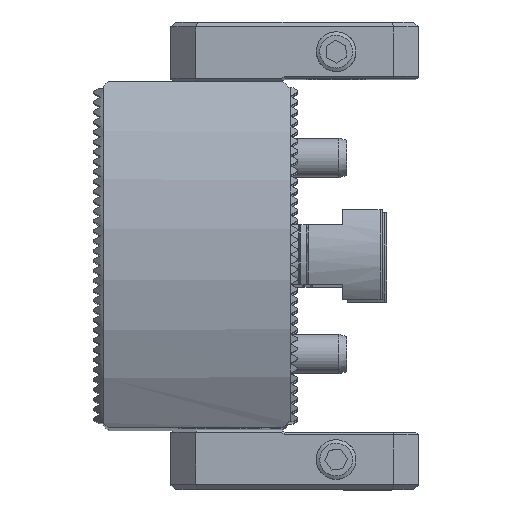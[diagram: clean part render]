
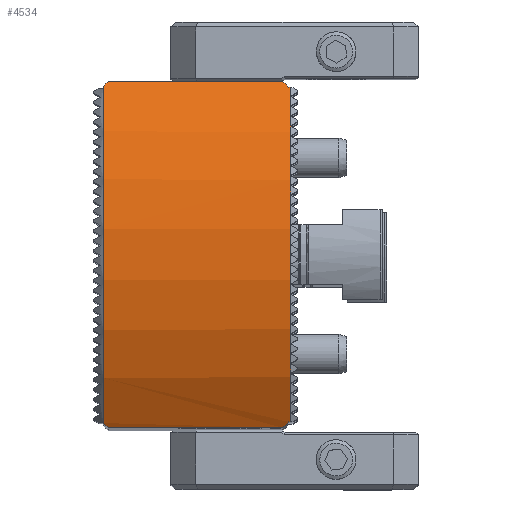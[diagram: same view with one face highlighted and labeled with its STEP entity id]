
A CAD part, top view. The second image highlights one B-rep face of the part: STEP entity #4534.
In plain terms, the highlighted cylindrical face has radius 65 mm (diameter 130 mm), a partial arc.
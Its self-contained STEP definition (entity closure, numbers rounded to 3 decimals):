
#304 = DIRECTION ( 'NONE',  ( 1., 0., 0. ) ) ;
#804 = CARTESIAN_POINT ( 'NONE',  ( 18.8, 33.8, 155.521 ) ) ;
#938 = DIRECTION ( 'NONE',  ( 0., 0., 1. ) ) ;
#1479 = CARTESIAN_POINT ( 'NONE',  ( -18.58, 34.02, 155.386 ) ) ;
#2118 =( BOUNDED_CURVE ( )  B_SPLINE_CURVE ( 3, ( #42199, #49374, #18698, #19023 ),
 .UNSPECIFIED., .F., .F. ) 
 B_SPLINE_CURVE_WITH_KNOTS ( ( 4, 4 ),
 ( 4.144, 4.162 ),
 .UNSPECIFIED. ) 
 CURVE ( )  GEOMETRIC_REPRESENTATION_ITEM ( )  RATIONAL_B_SPLINE_CURVE ( ( 1., 1., 1., 1. ) ) 
 REPRESENTATION_ITEM ( '' )  );
#4357 = CARTESIAN_POINT ( 'NONE',  ( 20.8, 33.8, 155.521 ) ) ;
#4505 = CARTESIAN_POINT ( 'NONE',  ( 18.397, 34.203, 155.276 ) ) ;
#4534 = ADVANCED_FACE ( 'NONE', ( #49006 ), #45427, .T. ) ;
#5753 = AXIS2_PLACEMENT_3D ( 'NONE', #22159, #37579, #48804 ) ;
#6508 = CARTESIAN_POINT ( 'NONE',  ( -17.6, 35., 154.772 ) ) ;
#6689 = VERTEX_POINT ( 'NONE', #1479 ) ;
#7252 = ORIENTED_EDGE ( 'NONE', *, *, #39168, .F. ) ;
#7395 = VERTEX_POINT ( 'NONE', #6508 ) ;
#10057 = CARTESIAN_POINT ( 'NONE',  ( 19.2, -33.8, 155.521 ) ) ;
#10814 = ORIENTED_EDGE ( 'NONE', *, *, #41131, .T. ) ;
#11676 = EDGE_CURVE ( 'NONE', #34634, #7395, #39509, .T. ) ;
#11734 =( BOUNDED_CURVE ( )  B_SPLINE_CURVE ( 3, ( #30369, #19092, #22457, #46120 ),
 .UNSPECIFIED., .F., .F. ) 
 B_SPLINE_CURVE_WITH_KNOTS ( ( 4, 4 ),
 ( 1.002, 1.024 ),
 .UNSPECIFIED. ) 
 CURVE ( )  GEOMETRIC_REPRESENTATION_ITEM ( )  RATIONAL_B_SPLINE_CURVE ( ( 1., 1., 1., 1. ) ) 
 REPRESENTATION_ITEM ( '' )  );
#11919 = VECTOR ( 'NONE', #304, 1000. ) ;
#13642 = VERTEX_POINT ( 'NONE', #21953 ) ;
#14620 = VERTEX_POINT ( 'NONE', #41693 ) ;
#15317 = CARTESIAN_POINT ( 'NONE',  ( -18.252, -34.348, 155.185 ) ) ;
#15510 = ORIENTED_EDGE ( 'NONE', *, *, #24087, .T. ) ;
#15590 = CARTESIAN_POINT ( 'NONE',  ( 19.2, 33.8, 155.521 ) ) ;
#16558 = DIRECTION ( 'NONE',  ( -1., 0., 0. ) ) ;
#17150 = VERTEX_POINT ( 'NONE', #40030 ) ;
#17614 = ORIENTED_EDGE ( 'NONE', *, *, #11676, .T. ) ;
#17653 = VERTEX_POINT ( 'NONE', #32116 ) ;
#17869 =( BOUNDED_CURVE ( )  B_SPLINE_CURVE ( 3, ( #35047, #30896, #4505, #804 ),
 .UNSPECIFIED., .F., .T. ) 
 B_SPLINE_CURVE_WITH_KNOTS ( ( 4, 4 ),
 ( 1.002, 1.024 ),
 .UNSPECIFIED. ) 
 CURVE ( )  GEOMETRIC_REPRESENTATION_ITEM ( )  RATIONAL_B_SPLINE_CURVE ( ( 1., 1., 1., 1. ) ) 
 REPRESENTATION_ITEM ( '' )  );
#18698 = CARTESIAN_POINT ( 'NONE',  ( -18.252, 34.348, 155.185 ) ) ;
#19023 = CARTESIAN_POINT ( 'NONE',  ( -18.58, 34.02, 155.386 ) ) ;
#19092 = CARTESIAN_POINT ( 'NONE',  ( 17.997, -34.603, 155.026 ) ) ;
#19483 = CARTESIAN_POINT ( 'NONE',  ( 20.8, -35., 154.772 ) ) ;
#19580 = DIRECTION ( 'NONE',  ( -1., 0., 0. ) ) ;
#19919 = CARTESIAN_POINT ( 'NONE',  ( -18.58, 0., 100. ) ) ;
#19936 = CARTESIAN_POINT ( 'NONE',  ( 19.2, 0., 100. ) ) ;
#20094 = DIRECTION ( 'NONE',  ( 0., 0., -1. ) ) ;
#21563 = CIRCLE ( 'NONE', #26035, 65. ) ;
#21953 = CARTESIAN_POINT ( 'NONE',  ( 17.6, -35., 154.772 ) ) ;
#22082 = LINE ( 'NONE', #23651, #11919 ) ;
#22100 = EDGE_CURVE ( 'NONE', #17653, #43605, #36761, .T. ) ;
#22159 = CARTESIAN_POINT ( 'NONE',  ( 20.8, 0., 100. ) ) ;
#22179 = EDGE_CURVE ( 'NONE', #32064, #43605, #21563, .T. ) ;
#22457 = CARTESIAN_POINT ( 'NONE',  ( 18.397, -34.203, 155.276 ) ) ;
#23189 = VERTEX_POINT ( 'NONE', #39789 ) ;
#23358 = DIRECTION ( 'NONE',  ( -1., 0., 0. ) ) ;
#23651 = CARTESIAN_POINT ( 'NONE',  ( 20.8, -33.8, 155.521 ) ) ;
#24069 = ORIENTED_EDGE ( 'NONE', *, *, #39027, .T. ) ;
#24087 = EDGE_CURVE ( 'NONE', #23189, #32064, #22082, .T. ) ;
#24102 = EDGE_CURVE ( 'NONE', #34634, #17653, #17869, .T. ) ;
#25368 = VECTOR ( 'NONE', #31390, 1000. ) ;
#26035 = AXIS2_PLACEMENT_3D ( 'NONE', #19936, #16558, #20094 ) ;
#26272 = CARTESIAN_POINT ( 'NONE',  ( 17.6, 35., 154.772 ) ) ;
#27081 = CARTESIAN_POINT ( 'NONE',  ( -17.925, -34.675, 154.98 ) ) ;
#28064 = ORIENTED_EDGE ( 'NONE', *, *, #48742, .F. ) ;
#29270 = VECTOR ( 'NONE', #41095, 1000. ) ;
#30369 = CARTESIAN_POINT ( 'NONE',  ( 17.6, -35., 154.772 ) ) ;
#30515 = EDGE_CURVE ( 'NONE', #17150, #14620, #35121, .T. ) ;
#30896 = CARTESIAN_POINT ( 'NONE',  ( 17.997, 34.603, 155.026 ) ) ;
#31390 = DIRECTION ( 'NONE',  ( 1., 0., 0. ) ) ;
#31886 = EDGE_LOOP ( 'NONE', ( #10814, #7252, #39912, #28064, #24069, #15510, #35044, #44276, #33004, #17614 ) ) ;
#32064 = VERTEX_POINT ( 'NONE', #10057 ) ;
#32116 = CARTESIAN_POINT ( 'NONE',  ( 18.8, 33.8, 155.521 ) ) ;
#32223 = VECTOR ( 'NONE', #23358, 1000. ) ;
#33004 = ORIENTED_EDGE ( 'NONE', *, *, #24102, .F. ) ;
#34042 = LINE ( 'NONE', #19483, #32223 ) ;
#34090 = CARTESIAN_POINT ( 'NONE',  ( -17.6, -35., 154.772 ) ) ;
#34634 = VERTEX_POINT ( 'NONE', #26272 ) ;
#35044 = ORIENTED_EDGE ( 'NONE', *, *, #22179, .T. ) ;
#35047 = CARTESIAN_POINT ( 'NONE',  ( 17.6, 35., 154.772 ) ) ;
#35121 =( BOUNDED_CURVE ( )  B_SPLINE_CURVE ( 3, ( #34090, #27081, #15317, #37805 ),
 .UNSPECIFIED., .F., .F. ) 
 B_SPLINE_CURVE_WITH_KNOTS ( ( 4, 4 ),
 ( 4.144, 4.162 ),
 .UNSPECIFIED. ) 
 CURVE ( )  GEOMETRIC_REPRESENTATION_ITEM ( )  RATIONAL_B_SPLINE_CURVE ( ( 1., 1., 1., 1. ) ) 
 REPRESENTATION_ITEM ( '' )  );
#35614 = AXIS2_PLACEMENT_3D ( 'NONE', #19919, #19580, #938 ) ;
#36761 = LINE ( 'NONE', #4357, #25368 ) ;
#37053 = CARTESIAN_POINT ( 'NONE',  ( 20.8, 35., 154.772 ) ) ;
#37579 = DIRECTION ( 'NONE',  ( -1., 0., 0. ) ) ;
#37805 = CARTESIAN_POINT ( 'NONE',  ( -18.58, -34.02, 155.386 ) ) ;
#39027 = EDGE_CURVE ( 'NONE', #13642, #23189, #11734, .T. ) ;
#39070 = CIRCLE ( 'NONE', #35614, 65. ) ;
#39168 = EDGE_CURVE ( 'NONE', #14620, #6689, #39070, .T. ) ;
#39509 = LINE ( 'NONE', #37053, #29270 ) ;
#39789 = CARTESIAN_POINT ( 'NONE',  ( 18.8, -33.8, 155.521 ) ) ;
#39912 = ORIENTED_EDGE ( 'NONE', *, *, #30515, .F. ) ;
#40030 = CARTESIAN_POINT ( 'NONE',  ( -17.6, -35., 154.772 ) ) ;
#41095 = DIRECTION ( 'NONE',  ( -1., 0., 0. ) ) ;
#41131 = EDGE_CURVE ( 'NONE', #7395, #6689, #2118, .T. ) ;
#41693 = CARTESIAN_POINT ( 'NONE',  ( -18.58, -34.02, 155.386 ) ) ;
#42199 = CARTESIAN_POINT ( 'NONE',  ( -17.6, 35., 154.772 ) ) ;
#43605 = VERTEX_POINT ( 'NONE', #15590 ) ;
#44276 = ORIENTED_EDGE ( 'NONE', *, *, #22100, .F. ) ;
#45427 = CYLINDRICAL_SURFACE ( 'NONE', #5753, 65. ) ;
#46120 = CARTESIAN_POINT ( 'NONE',  ( 18.8, -33.8, 155.521 ) ) ;
#48742 = EDGE_CURVE ( 'NONE', #13642, #17150, #34042, .T. ) ;
#48804 = DIRECTION ( 'NONE',  ( 0., 0., 1. ) ) ;
#49006 = FACE_OUTER_BOUND ( 'NONE', #31886, .T. ) ;
#49374 = CARTESIAN_POINT ( 'NONE',  ( -17.925, 34.675, 154.98 ) ) ;
